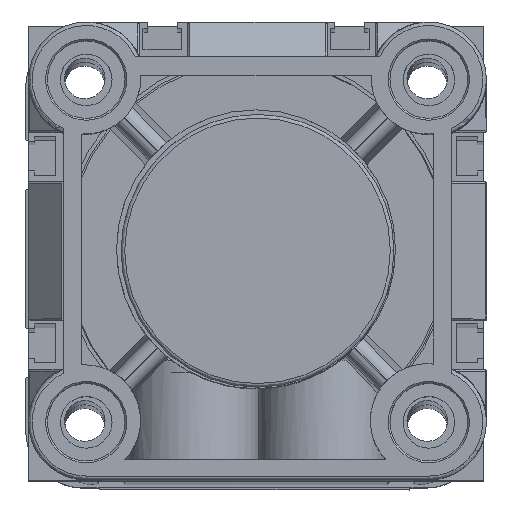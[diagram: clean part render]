
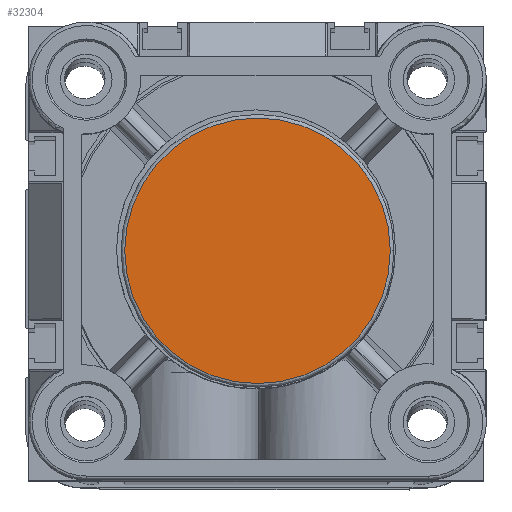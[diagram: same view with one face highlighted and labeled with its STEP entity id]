
A CAD part, top view. The second image highlights one B-rep face of the part: STEP entity #32304.
In plain terms, the highlighted face is planar.
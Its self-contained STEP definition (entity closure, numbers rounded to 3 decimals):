
#293 = FACE_OUTER_BOUND ( 'NONE', #29410, .T. ) ;
#4819 = AXIS2_PLACEMENT_3D ( 'NONE', #23202, #7626, #25844 ) ;
#5405 = ORIENTED_EDGE ( 'NONE', *, *, #6825, .T. ) ;
#6825 = EDGE_CURVE ( 'NONE', #28835, #23305, #8532, .T. ) ;
#7534 = CARTESIAN_POINT ( 'NONE',  ( 32., 32., -3.95 ) ) ;
#7626 = DIRECTION ( 'NONE',  ( 0., 0., -1. ) ) ;
#8140 = EDGE_CURVE ( 'NONE', #23305, #28835, #15437, .T. ) ;
#8248 = CARTESIAN_POINT ( 'NONE',  ( 53.9, 32., -3.95 ) ) ;
#8532 = CIRCLE ( 'NONE', #4819, 21.9 ) ;
#10166 = DIRECTION ( 'NONE',  ( 1., 0., 0. ) ) ;
#11015 = DIRECTION ( 'NONE',  ( 1., 0., 0. ) ) ;
#13495 = CARTESIAN_POINT ( 'NONE',  ( 0., 0., -3.95 ) ) ;
#15437 = CIRCLE ( 'NONE', #33641, 21.9 ) ;
#18033 = CARTESIAN_POINT ( 'NONE',  ( 10.1, 32., -3.95 ) ) ;
#19102 = ORIENTED_EDGE ( 'NONE', *, *, #8140, .T. ) ;
#23202 = CARTESIAN_POINT ( 'NONE',  ( 32., 32., -3.95 ) ) ;
#23305 = VERTEX_POINT ( 'NONE', #18033 ) ;
#23983 = PLANE ( 'NONE',  #29897 ) ;
#25747 = DIRECTION ( 'NONE',  ( 0., 0., -1. ) ) ;
#25844 = DIRECTION ( 'NONE',  ( 1., 0., 0. ) ) ;
#26617 = DIRECTION ( 'NONE',  ( 0., 0., 1. ) ) ;
#28835 = VERTEX_POINT ( 'NONE', #8248 ) ;
#29410 = EDGE_LOOP ( 'NONE', ( #5405, #19102 ) ) ;
#29897 = AXIS2_PLACEMENT_3D ( 'NONE', #13495, #26617, #11015 ) ;
#32304 = ADVANCED_FACE ( 'NONE', ( #293 ), #23983, .F. ) ;
#33641 = AXIS2_PLACEMENT_3D ( 'NONE', #7534, #25747, #10166 ) ;
